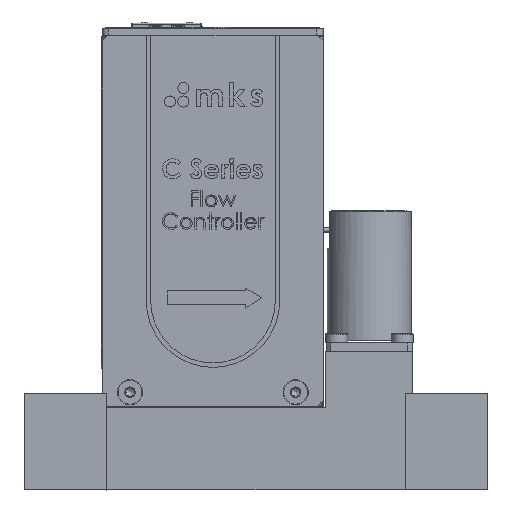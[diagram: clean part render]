
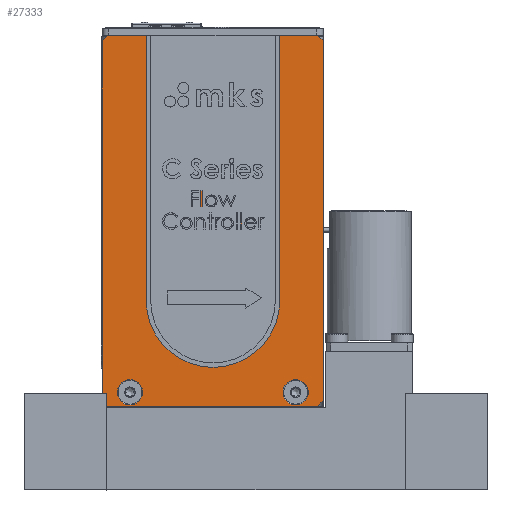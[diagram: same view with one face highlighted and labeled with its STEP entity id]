
A CAD part, top view. The second image highlights one B-rep face of the part: STEP entity #27333.
In plain terms, the highlighted planar face has unit normal (0, 0, 1).
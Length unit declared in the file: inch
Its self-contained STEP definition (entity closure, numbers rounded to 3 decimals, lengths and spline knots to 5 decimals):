
#368 = LINE ( 'NONE', #24507, #34202 ) ;
#1281 = VERTEX_POINT ( 'NONE', #43147 ) ;
#1510 = VECTOR ( 'NONE', #19070, 39.37008 ) ;
#2391 = DIRECTION ( 'NONE',  ( 1., 0., 0. ) ) ;
#2901 = VECTOR ( 'NONE', #18276, 39.37008 ) ;
#2997 = EDGE_LOOP ( 'NONE', ( #41992 ) ) ;
#3269 = EDGE_CURVE ( 'NONE', #51729, #48495, #29394, .T. ) ;
#3498 = CIRCLE ( 'NONE', #59332, 0.086 ) ;
#3631 = VERTEX_POINT ( 'NONE', #37165 ) ;
#3989 = EDGE_CURVE ( 'NONE', #31474, #31474, #43605, .T. ) ;
#4073 = VECTOR ( 'NONE', #47866, 39.37008 ) ;
#4258 = EDGE_LOOP ( 'NONE', ( #43359 ) ) ;
#4888 = VECTOR ( 'NONE', #55601, 39.37008 ) ;
#7012 = EDGE_CURVE ( 'NONE', #31945, #3631, #50527, .T. ) ;
#7544 = FACE_BOUND ( 'NONE', #7684, .T. ) ;
#7570 = VERTEX_POINT ( 'NONE', #23571 ) ;
#7684 = EDGE_LOOP ( 'NONE', ( #31701 ) ) ;
#8551 = EDGE_LOOP ( 'NONE', ( #36037, #58035, #14575, #41422, #25659, #43190, #15651, #50341 ) ) ;
#8766 = EDGE_CURVE ( 'NONE', #51559, #51559, #3498, .T. ) ;
#9196 = AXIS2_PLACEMENT_3D ( 'NONE', #57540, #30008, #2391 ) ;
#10589 = CARTESIAN_POINT ( 'NONE',  ( -0.35653, -0.179, 0.498 ) ) ;
#10736 = CARTESIAN_POINT ( 'NONE',  ( 1.61347, 3.076, 0.498 ) ) ;
#11422 = CARTESIAN_POINT ( 'NONE',  ( -0.30653, 3.126, 0.498 ) ) ;
#13414 = CARTESIAN_POINT ( 'NONE',  ( -0.35653, -0.129, 0.498 ) ) ;
#13821 = CIRCLE ( 'NONE', #40491, 0.086 ) ;
#13861 = PLANE ( 'NONE',  #25375 ) ;
#14166 = CARTESIAN_POINT ( 'NONE',  ( 1.56347, -0.179, 0.498 ) ) ;
#14194 = CARTESIAN_POINT ( 'NONE',  ( 1.36847, -0.053, 0.498 ) ) ;
#14575 = ORIENTED_EDGE ( 'NONE', *, *, #16133, .T. ) ;
#14825 = VECTOR ( 'NONE', #34216, 39.37008 ) ;
#15651 = ORIENTED_EDGE ( 'NONE', *, *, #39212, .T. ) ;
#15704 = CARTESIAN_POINT ( 'NONE',  ( -0.35653, -0.179, 0.498 ) ) ;
#15729 = ORIENTED_EDGE ( 'NONE', *, *, #16171, .F. ) ;
#16133 = EDGE_CURVE ( 'NONE', #48495, #31945, #51554, .T. ) ;
#16171 = EDGE_CURVE ( 'NONE', #7570, #7570, #58045, .T. ) ;
#16373 = LINE ( 'NONE', #36024, #27209 ) ;
#17711 = DIRECTION ( 'NONE',  ( -0.707, 0.707, 0. ) ) ;
#18276 = DIRECTION ( 'NONE',  ( -1., 0., 0. ) ) ;
#18410 = FACE_BOUND ( 'NONE', #2997, .T. ) ;
#18976 = CARTESIAN_POINT ( 'NONE',  ( 1.06847, 3.001, 0.498 ) ) ;
#19070 = DIRECTION ( 'NONE',  ( 0.707, 0.707, 0. ) ) ;
#19076 = CARTESIAN_POINT ( 'NONE',  ( -0.35653, -0.179, 0.498 ) ) ;
#20025 = VECTOR ( 'NONE', #20083, 39.37008 ) ;
#20026 = DIRECTION ( 'NONE',  ( 0., 0., 1. ) ) ;
#20083 = DIRECTION ( 'NONE',  ( 0., -1., 0. ) ) ;
#21064 = VERTEX_POINT ( 'NONE', #33775 ) ;
#22640 = CARTESIAN_POINT ( 'NONE',  ( -0.35653, 3.126, 0.498 ) ) ;
#23571 = CARTESIAN_POINT ( 'NONE',  ( 0.00497, -0.053, 0.498 ) ) ;
#23651 = DIRECTION ( 'NONE',  ( -1., 0., 0. ) ) ;
#24387 = CARTESIAN_POINT ( 'NONE',  ( 0.95447, 3.001, 0.498 ) ) ;
#24507 = CARTESIAN_POINT ( 'NONE',  ( 1.61347, -0.179, 0.498 ) ) ;
#24513 = EDGE_LOOP ( 'NONE', ( #15729 ) ) ;
#25375 = AXIS2_PLACEMENT_3D ( 'NONE', #19076, #51279, #23651 ) ;
#25659 = ORIENTED_EDGE ( 'NONE', *, *, #37577, .T. ) ;
#27209 = VECTOR ( 'NONE', #17711, 39.37008 ) ;
#27333 = ADVANCED_FACE ( 'NONE', ( #18410, #29193, #53686, #7544, #41463 ), #13861, .F. ) ;
#28477 = VERTEX_POINT ( 'NONE', #24387 ) ;
#28585 = LINE ( 'NONE', #11422, #4073 ) ;
#29193 = FACE_BOUND ( 'NONE', #4258, .T. ) ;
#29394 = LINE ( 'NONE', #43050, #4888 ) ;
#30008 = DIRECTION ( 'NONE',  ( 0., 0., 1. ) ) ;
#31474 = VERTEX_POINT ( 'NONE', #57811 ) ;
#31701 = ORIENTED_EDGE ( 'NONE', *, *, #3989, .F. ) ;
#31945 = VERTEX_POINT ( 'NONE', #14166 ) ;
#32329 = LINE ( 'NONE', #10589, #20025 ) ;
#33775 = CARTESIAN_POINT ( 'NONE',  ( -0.30653, 3.126, 0.498 ) ) ;
#34202 = VECTOR ( 'NONE', #52095, 39.37008 ) ;
#34216 = DIRECTION ( 'NONE',  ( 1., 0., 0. ) ) ;
#34680 = EDGE_CURVE ( 'NONE', #46057, #1281, #16373, .T. ) ;
#35478 = CARTESIAN_POINT ( 'NONE',  ( 1.56347, -0.179, 0.498 ) ) ;
#36024 = CARTESIAN_POINT ( 'NONE',  ( 1.61347, 3.076, 0.498 ) ) ;
#36037 = ORIENTED_EDGE ( 'NONE', *, *, #51607, .T. ) ;
#36346 = EDGE_CURVE ( 'NONE', #28477, #28477, #13821, .T. ) ;
#37165 = CARTESIAN_POINT ( 'NONE',  ( 1.61347, -0.129, 0.498 ) ) ;
#37264 = DIRECTION ( 'NONE',  ( 0., 0., 1. ) ) ;
#37577 = EDGE_CURVE ( 'NONE', #3631, #46057, #368, .T. ) ;
#39212 = EDGE_CURVE ( 'NONE', #1281, #21064, #39656, .T. ) ;
#39656 = LINE ( 'NONE', #22640, #2901 ) ;
#39991 = EDGE_CURVE ( 'NONE', #21064, #56819, #28585, .T. ) ;
#40491 = AXIS2_PLACEMENT_3D ( 'NONE', #47569, #20026, #52232 ) ;
#41422 = ORIENTED_EDGE ( 'NONE', *, *, #7012, .T. ) ;
#41463 = FACE_OUTER_BOUND ( 'NONE', #8551, .T. ) ;
#41992 = ORIENTED_EDGE ( 'NONE', *, *, #8766, .F. ) ;
#43050 = CARTESIAN_POINT ( 'NONE',  ( -0.35653, -0.129, 0.498 ) ) ;
#43147 = CARTESIAN_POINT ( 'NONE',  ( 1.56347, 3.126, 0.498 ) ) ;
#43190 = ORIENTED_EDGE ( 'NONE', *, *, #34680, .T. ) ;
#43359 = ORIENTED_EDGE ( 'NONE', *, *, #36346, .F. ) ;
#43605 = CIRCLE ( 'NONE', #51377, 0.1125 ) ;
#45932 = DIRECTION ( 'NONE',  ( 0., 0., 1. ) ) ;
#46057 = VERTEX_POINT ( 'NONE', #10736 ) ;
#47569 = CARTESIAN_POINT ( 'NONE',  ( 0.86847, 3.001, 0.498 ) ) ;
#47866 = DIRECTION ( 'NONE',  ( -0.707, -0.707, 0. ) ) ;
#48495 = VERTEX_POINT ( 'NONE', #56652 ) ;
#48784 = DIRECTION ( 'NONE',  ( 1., 0., 0. ) ) ;
#49148 = DIRECTION ( 'NONE',  ( 1., 0., 0. ) ) ;
#50341 = ORIENTED_EDGE ( 'NONE', *, *, #39991, .T. ) ;
#50527 = LINE ( 'NONE', #35478, #1510 ) ;
#51279 = DIRECTION ( 'NONE',  ( 0., 0., -1. ) ) ;
#51377 = AXIS2_PLACEMENT_3D ( 'NONE', #14194, #37264, #49148 ) ;
#51554 = LINE ( 'NONE', #15704, #14825 ) ;
#51559 = VERTEX_POINT ( 'NONE', #58021 ) ;
#51607 = EDGE_CURVE ( 'NONE', #56819, #51729, #32329, .T. ) ;
#51729 = VERTEX_POINT ( 'NONE', #13414 ) ;
#52095 = DIRECTION ( 'NONE',  ( 0., 1., 0. ) ) ;
#52232 = DIRECTION ( 'NONE',  ( 1., 0., 0. ) ) ;
#52535 = CARTESIAN_POINT ( 'NONE',  ( -0.35653, 3.076, 0.498 ) ) ;
#53686 = FACE_BOUND ( 'NONE', #24513, .T. ) ;
#55601 = DIRECTION ( 'NONE',  ( 0.707, -0.707, 0. ) ) ;
#56652 = CARTESIAN_POINT ( 'NONE',  ( -0.30653, -0.179, 0.498 ) ) ;
#56819 = VERTEX_POINT ( 'NONE', #52535 ) ;
#57540 = CARTESIAN_POINT ( 'NONE',  ( -0.10753, -0.053, 0.498 ) ) ;
#57811 = CARTESIAN_POINT ( 'NONE',  ( 1.48097, -0.053, 0.498 ) ) ;
#58021 = CARTESIAN_POINT ( 'NONE',  ( 1.15447, 3.001, 0.498 ) ) ;
#58035 = ORIENTED_EDGE ( 'NONE', *, *, #3269, .T. ) ;
#58045 = CIRCLE ( 'NONE', #9196, 0.1125 ) ;
#59332 = AXIS2_PLACEMENT_3D ( 'NONE', #18976, #45932, #48784 ) ;
